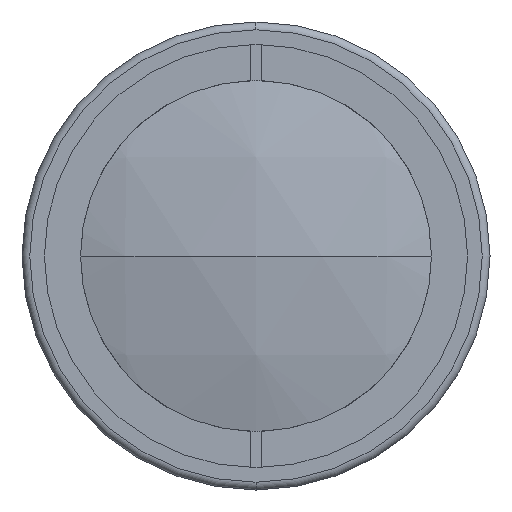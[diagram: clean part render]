
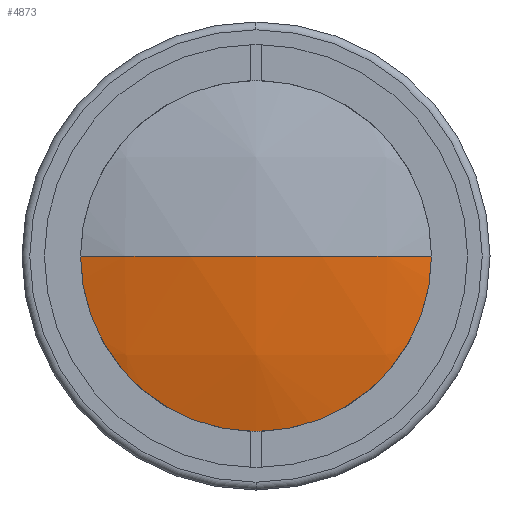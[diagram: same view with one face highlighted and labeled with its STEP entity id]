
A CAD part, left-side view. The second image highlights one B-rep face of the part: STEP entity #4873.
In plain terms, the highlighted spherical face has radius 86.98 mm.
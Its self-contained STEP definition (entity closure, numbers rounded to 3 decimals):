
#1116 = ORIENTED_EDGE ( 'NONE', *, *, #4493, .T. ) ;
#1138 = ORIENTED_EDGE ( 'NONE', *, *, #4935, .F. ) ;
#1140 = ORIENTED_EDGE ( 'NONE', *, *, #4479, .T. ) ;
#1534 = EDGE_LOOP ( 'NONE', ( #1116, #1140, #1138 ) ) ;
#1867 = AXIS2_PLACEMENT_3D ( 'NONE', #3934, #3649, #3933 ) ;
#1912 = CIRCLE ( 'NONE', #1867, 25. ) ;
#1950 = AXIS2_PLACEMENT_3D ( 'NONE', #3955, #3954, #3953 ) ;
#2157 = CIRCLE ( 'NONE', #1950, 86.98 ) ;
#2939 = CARTESIAN_POINT ( 'NONE',  ( 86.98, 0., 0. ) ) ;
#2947 = FACE_OUTER_BOUND ( 'NONE', #1534, .T. ) ;
#2948 = SPHERICAL_SURFACE ( 'NONE', #3584, 86.98 ) ;
#2950 = DIRECTION ( 'NONE',  ( 0., 0., -1. ) ) ;
#2951 = DIRECTION ( 'NONE',  ( 0., 1., 0. ) ) ;
#3329 = CARTESIAN_POINT ( 'NONE',  ( 86.98, 0., 0. ) ) ;
#3330 = DIRECTION ( 'NONE',  ( 0., 0., 1. ) ) ;
#3331 = DIRECTION ( 'NONE',  ( 1., 0., 0. ) ) ;
#3565 = CIRCLE ( 'NONE', #3578, 86.98 ) ;
#3578 = AXIS2_PLACEMENT_3D ( 'NONE', #3329, #3330, #3331 ) ;
#3584 = AXIS2_PLACEMENT_3D ( 'NONE', #2939, #2950, #2951 ) ;
#3649 = DIRECTION ( 'NONE',  ( -1., 0., 0. ) ) ;
#3869 = CARTESIAN_POINT ( 'NONE',  ( 3.67, 25., 0. ) ) ;
#3872 = CARTESIAN_POINT ( 'NONE',  ( 0., 0., 0. ) ) ;
#3933 = DIRECTION ( 'NONE',  ( 0., 0., 1. ) ) ;
#3934 = CARTESIAN_POINT ( 'NONE',  ( 3.67, 0., 0. ) ) ;
#3953 = DIRECTION ( 'NONE',  ( 0., 1., 0. ) ) ;
#3954 = DIRECTION ( 'NONE',  ( 0., 0., -1. ) ) ;
#3955 = CARTESIAN_POINT ( 'NONE',  ( 86.98, 0., 0. ) ) ;
#4089 = CARTESIAN_POINT ( 'NONE',  ( 3.67, -25., 0. ) ) ;
#4119 = VERTEX_POINT ( 'NONE', #3872 ) ;
#4121 = VERTEX_POINT ( 'NONE', #4089 ) ;
#4124 = VERTEX_POINT ( 'NONE', #3869 ) ;
#4479 = EDGE_CURVE ( 'NONE', #4121, #4119, #2157, .T. ) ;
#4493 = EDGE_CURVE ( 'NONE', #4124, #4121, #1912, .T. ) ;
#4873 = ADVANCED_FACE ( 'NONE', ( #2947 ), #2948, .T. ) ;
#4935 = EDGE_CURVE ( 'NONE', #4124, #4119, #3565, .T. ) ;
